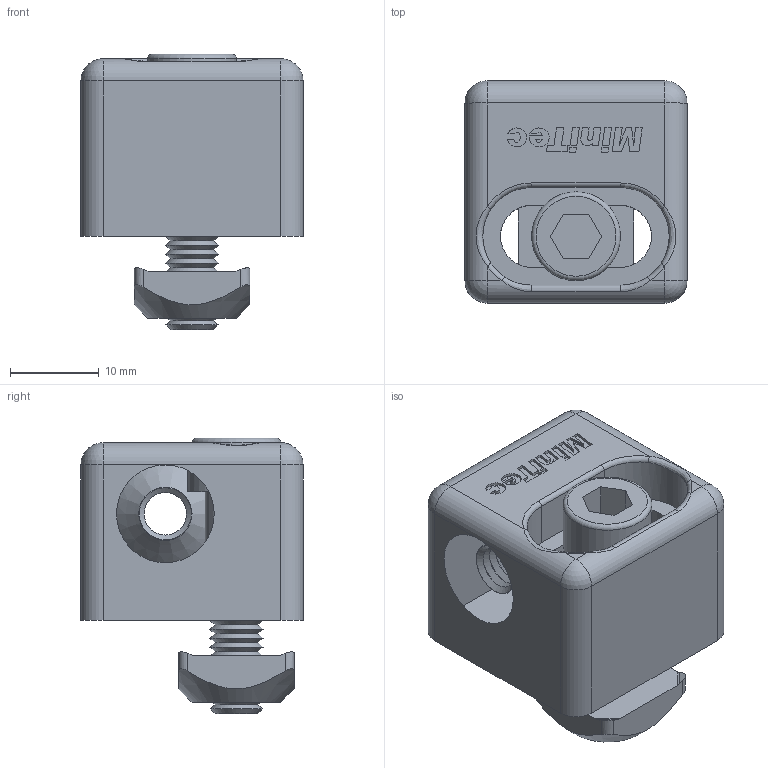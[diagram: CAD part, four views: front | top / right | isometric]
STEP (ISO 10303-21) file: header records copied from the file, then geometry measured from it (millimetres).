
FILE_DESCRIPTION(/* description */ (''),/* implementation_level */ '2;1');
FILE_NAME(/* name */ '29-5078-0.stp',/* time_stamp */ '2025-04-17T06:32:20+02:00',/* author */ ('herz'),/* organization */ ('MiniTec GmbH & Co. KG'),/* preprocessor_version */ 'ST-DEVELOPER v20',/* originating_system */ 'Autodesk Inventor 2025',/* authorisation */ '');
FILE_SCHEMA (('AUTOMOTIVE_DESIGN { 1 0 10303 214 3 1 1 }'));
Length unit declared in the file: millimetre
Products named in the file (4): 29-5078-0; 29-5078-01; 29-5078-02; 29-5078-03
Assembly tree (3 placements, depth 2):
  29-5078-0
    29-5078-01
    29-5078-02
    29-5078-03
Bounding box: 25 x 25 x 31 mm (x, y, z)
Volume: 10403.3 mm3; surface area: 5844.7 mm2
Topology: 3 solids, 3 shells, 218 faces, 509 edges, 306 vertices
Faces by surface type: plane 93, cone 80, cylinder 26, bspline 10, torus 5, sphere 4
Full cylindrical faces by diameter (mm): 6 x2, 10 x1
Entity records: 6568 total; most frequent: CARTESIAN_POINT 1377, DIRECTION 1079, ORIENTED_EDGE 1010, EDGE_CURVE 505, AXIS2_PLACEMENT_3D 375, LINE 329, VECTOR 329, VERTEX_POINT 303
